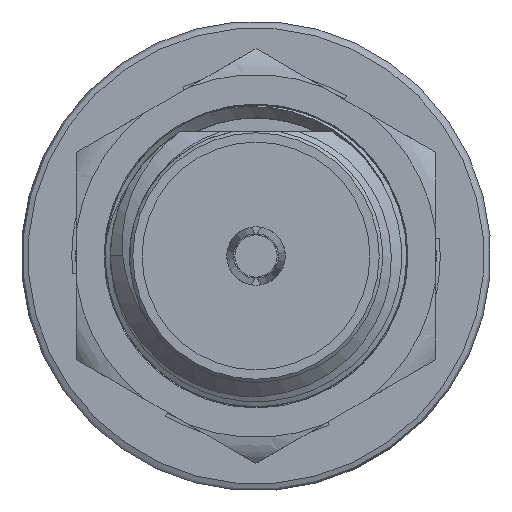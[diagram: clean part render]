
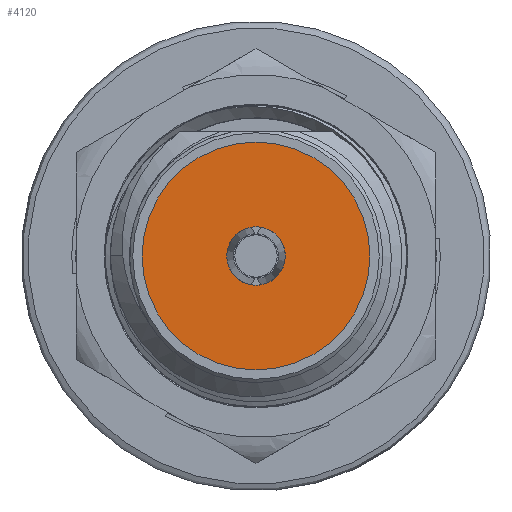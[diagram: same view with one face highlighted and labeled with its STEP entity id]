
A CAD part, front view. The second image highlights one B-rep face of the part: STEP entity #4120.
In plain terms, the highlighted planar face has unit normal (0, -1, 0).
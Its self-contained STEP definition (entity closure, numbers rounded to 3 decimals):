
#1317=ORIENTED_EDGE('',*,*,#2340,.F.);
#1318=ORIENTED_EDGE('',*,*,#2341,.F.);
#2340=EDGE_CURVE('',#2898,#2898,#3253,.T.);
#2341=EDGE_CURVE('',#2899,#2899,#3254,.T.);
#2898=VERTEX_POINT('',#8197);
#2899=VERTEX_POINT('',#8200);
#3253=CIRCLE('',#5862,2.475);
#3254=CIRCLE('',#5864,0.635);
#3467=EDGE_LOOP('',(#1317));
#3468=EDGE_LOOP('',(#1318));
#3766=FACE_BOUND('',#3467,.T.);
#3767=FACE_BOUND('',#3468,.T.);
#3977=PLANE('',#5863);
#4120=ADVANCED_FACE('',(#3766,#3767),#3977,.F.);
#5862=AXIS2_PLACEMENT_3D('',#8196,#6533,#6534);
#5863=AXIS2_PLACEMENT_3D('',#8198,#6535,#6536);
#5864=AXIS2_PLACEMENT_3D('',#8199,#6537,#6538);
#6533=DIRECTION('',(0.,1.,0.));
#6534=DIRECTION('',(0.,0.,1.));
#6535=DIRECTION('',(0.,1.,0.));
#6536=DIRECTION('',(-1.,0.,0.));
#6537=DIRECTION('',(0.,-1.,0.));
#6538=DIRECTION('',(0.,0.,-1.));
#8196=CARTESIAN_POINT('',(0.,-76.91,0.));
#8197=CARTESIAN_POINT('',(0.,-76.91,2.475));
#8198=CARTESIAN_POINT('',(0.,-76.91,0.));
#8199=CARTESIAN_POINT('',(0.,-76.91,0.));
#8200=CARTESIAN_POINT('',(0.,-76.91,-0.635));
